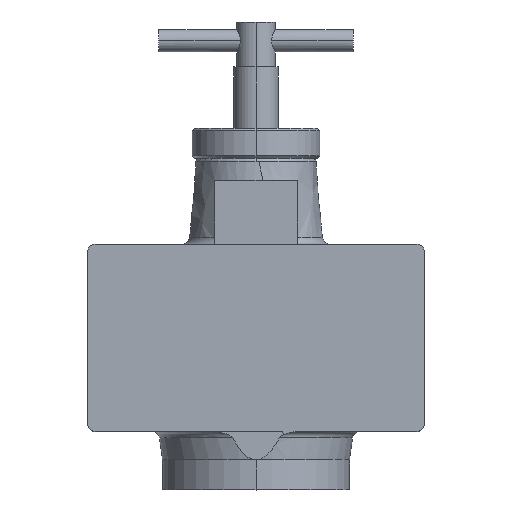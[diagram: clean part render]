
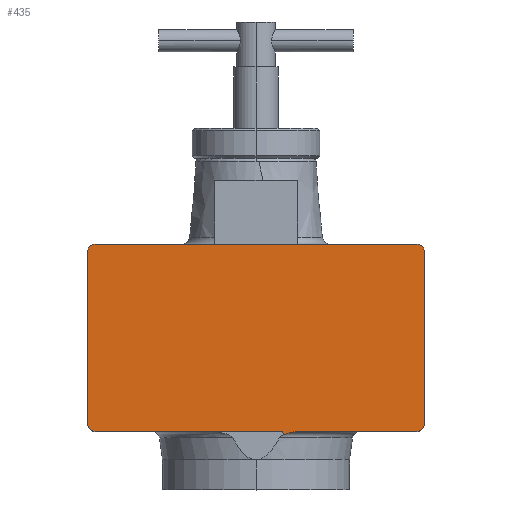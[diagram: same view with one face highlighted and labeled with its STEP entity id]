
A CAD part, top view. The second image highlights one B-rep face of the part: STEP entity #435.
In plain terms, the highlighted planar face has unit normal (0, 0, 1).
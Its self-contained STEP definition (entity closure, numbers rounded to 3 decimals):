
#1 = EDGE_CURVE ( 'NONE', #1058, #1977, #1304, .T. ) ;
#3 = CARTESIAN_POINT ( 'NONE',  ( -21.5, -11.5, 12.5 ) ) ;
#8 = B_SPLINE_CURVE_WITH_KNOTS ( 'NONE', 3,
 ( #225, #1403, #61, #1592 ),
 .UNSPECIFIED., .F., .F.,
 ( 4, 4 ),
 ( 0., 1. ),
 .UNSPECIFIED. ) ;
#17 = VERTEX_POINT ( 'NONE', #1997 ) ;
#31 = VECTOR ( 'NONE', #2036, 1000. ) ;
#61 = CARTESIAN_POINT ( 'NONE',  ( 3.628, -12.819, 12.5 ) ) ;
#81 = ORIENTED_EDGE ( 'NONE', *, *, #85, .F. ) ;
#85 = EDGE_CURVE ( 'NONE', #2079, #422, #996, .T. ) ;
#121 = CARTESIAN_POINT ( 'NONE',  ( 3.656, -12.979, 12.5 ) ) ;
#143 = CARTESIAN_POINT ( 'NONE',  ( 22.5, 12.5, 12.5 ) ) ;
#145 = DIRECTION ( 'NONE',  ( 0., 0., 1. ) ) ;
#191 = CARTESIAN_POINT ( 'NONE',  ( -22.5, -11.5, 12.5 ) ) ;
#198 = EDGE_CURVE ( 'NONE', #17, #1058, #365, .T. ) ;
#225 = CARTESIAN_POINT ( 'NONE',  ( 3.571, -12.5, 12.5 ) ) ;
#231 = DIRECTION ( 'NONE',  ( 0., -1., 0. ) ) ;
#287 = CARTESIAN_POINT ( 'NONE',  ( 21.5, 11.5, 12.5 ) ) ;
#288 = CIRCLE ( 'NONE', #2101, 1. ) ;
#292 = DIRECTION ( 'NONE',  ( 0., -1., 0. ) ) ;
#326 = VECTOR ( 'NONE', #1517, 1000. ) ;
#344 = CARTESIAN_POINT ( 'NONE',  ( 5.619, -12.5, 12.5 ) ) ;
#349 = DIRECTION ( 'NONE',  ( 0., 0., 1. ) ) ;
#365 = B_SPLINE_CURVE_WITH_KNOTS ( 'NONE', 3,
 ( #121, #1507, #2201, #477, #1173, #1387, #344, #700 ),
 .UNSPECIFIED., .F., .F.,
 ( 4, 2, 2, 4 ),
 ( 0., 0.001, 0.001, 0.002 ),
 .UNSPECIFIED. ) ;
#373 = LINE ( 'NONE', #1067, #798 ) ;
#381 = CARTESIAN_POINT ( 'NONE',  ( 21.5, -11.5, 12.5 ) ) ;
#394 = ORIENTED_EDGE ( 'NONE', *, *, #1909, .T. ) ;
#422 = VERTEX_POINT ( 'NONE', #1344 ) ;
#435 = ADVANCED_FACE ( 'NONE', ( #693 ), #1880, .T. ) ;
#449 = CIRCLE ( 'NONE', #1461, 1. ) ;
#477 = CARTESIAN_POINT ( 'NONE',  ( 4.421, -12.711, 12.5 ) ) ;
#497 = LINE ( 'NONE', #143, #326 ) ;
#507 = EDGE_CURVE ( 'NONE', #616, #934, #373, .T. ) ;
#521 = VERTEX_POINT ( 'NONE', #1958 ) ;
#545 = EDGE_LOOP ( 'NONE', ( #81, #712, #2075, #1225, #621, #703, #1610, #1218, #1724, #852, #1957, #394 ) ) ;
#552 = DIRECTION ( 'NONE',  ( 1., 0., 0. ) ) ;
#616 = VERTEX_POINT ( 'NONE', #1287 ) ;
#621 = ORIENTED_EDGE ( 'NONE', *, *, #1191, .T. ) ;
#631 = AXIS2_PLACEMENT_3D ( 'NONE', #287, #1665, #1487 ) ;
#671 = CARTESIAN_POINT ( 'NONE',  ( 3.571, -12.5, 12.5 ) ) ;
#693 = FACE_OUTER_BOUND ( 'NONE', #545, .T. ) ;
#700 = CARTESIAN_POINT ( 'NONE',  ( 6.027, -12.5, 12.5 ) ) ;
#703 = ORIENTED_EDGE ( 'NONE', *, *, #1580, .T. ) ;
#712 = ORIENTED_EDGE ( 'NONE', *, *, #1514, .T. ) ;
#732 = CIRCLE ( 'NONE', #1271, 1. ) ;
#743 = CARTESIAN_POINT ( 'NONE',  ( -3.571, -12.5, 12.5 ) ) ;
#790 = DIRECTION ( 'NONE',  ( 1., 0., 0. ) ) ;
#798 = VECTOR ( 'NONE', #231, 1000. ) ;
#811 = DIRECTION ( 'NONE',  ( 0., 0., 1. ) ) ;
#820 = EDGE_CURVE ( 'NONE', #934, #1441, #288, .T. ) ;
#837 = DIRECTION ( 'NONE',  ( 0., -1., 0. ) ) ;
#852 = ORIENTED_EDGE ( 'NONE', *, *, #1985, .T. ) ;
#934 = VERTEX_POINT ( 'NONE', #191 ) ;
#958 = EDGE_CURVE ( 'NONE', #1800, #17, #8, .T. ) ;
#989 = VERTEX_POINT ( 'NONE', #743 ) ;
#996 = LINE ( 'NONE', #1187, #31 ) ;
#1039 = B_SPLINE_CURVE_WITH_KNOTS ( 'NONE', 3,
 ( #1368, #1147, #2197, #671 ),
 .UNSPECIFIED., .F., .F.,
 ( 4, 4 ),
 ( 0., 1. ),
 .UNSPECIFIED. ) ;
#1058 = VERTEX_POINT ( 'NONE', #1359 ) ;
#1065 = EDGE_CURVE ( 'NONE', #521, #1090, #497, .T. ) ;
#1067 = CARTESIAN_POINT ( 'NONE',  ( -22.5, 12.5, 12.5 ) ) ;
#1090 = VERTEX_POINT ( 'NONE', #2221 ) ;
#1130 = VECTOR ( 'NONE', #790, 1000. ) ;
#1147 = CARTESIAN_POINT ( 'NONE',  ( -1.19, -12.5, 12.5 ) ) ;
#1173 = CARTESIAN_POINT ( 'NONE',  ( 4.617, -12.663, 12.5 ) ) ;
#1187 = CARTESIAN_POINT ( 'NONE',  ( -22.5, 12.5, 12.5 ) ) ;
#1191 = EDGE_CURVE ( 'NONE', #1441, #989, #1602, .T. ) ;
#1218 = ORIENTED_EDGE ( 'NONE', *, *, #198, .T. ) ;
#1219 = CARTESIAN_POINT ( 'NONE',  ( -22.5, 12.5, 12.5 ) ) ;
#1225 = ORIENTED_EDGE ( 'NONE', *, *, #820, .T. ) ;
#1227 = DIRECTION ( 'NONE',  ( 0., 0., 1. ) ) ;
#1271 = AXIS2_PLACEMENT_3D ( 'NONE', #2043, #811, #292 ) ;
#1287 = CARTESIAN_POINT ( 'NONE',  ( -22.5, 11.5, 12.5 ) ) ;
#1292 = CARTESIAN_POINT ( 'NONE',  ( -22.5, -12.5, 12.5 ) ) ;
#1304 = LINE ( 'NONE', #1292, #1130 ) ;
#1344 = CARTESIAN_POINT ( 'NONE',  ( 21.5, 12.5, 12.5 ) ) ;
#1359 = CARTESIAN_POINT ( 'NONE',  ( 6.027, -12.5, 12.5 ) ) ;
#1368 = CARTESIAN_POINT ( 'NONE',  ( -3.571, -12.5, 12.5 ) ) ;
#1387 = CARTESIAN_POINT ( 'NONE',  ( 5.213, -12.545, 12.5 ) ) ;
#1403 = CARTESIAN_POINT ( 'NONE',  ( 3.599, -12.66, 12.5 ) ) ;
#1441 = VERTEX_POINT ( 'NONE', #1503 ) ;
#1461 = AXIS2_PLACEMENT_3D ( 'NONE', #381, #1227, #2229 ) ;
#1487 = DIRECTION ( 'NONE',  ( 0., -1., 0. ) ) ;
#1498 = CARTESIAN_POINT ( 'NONE',  ( 3.571, -12.5, 12.5 ) ) ;
#1503 = CARTESIAN_POINT ( 'NONE',  ( -21.5, -12.5, 12.5 ) ) ;
#1507 = CARTESIAN_POINT ( 'NONE',  ( 3.842, -12.893, 12.5 ) ) ;
#1514 = EDGE_CURVE ( 'NONE', #2079, #616, #732, .T. ) ;
#1517 = DIRECTION ( 'NONE',  ( 0., -1., 0. ) ) ;
#1547 = CARTESIAN_POINT ( 'NONE',  ( 21.5, -12.5, 12.5 ) ) ;
#1580 = EDGE_CURVE ( 'NONE', #989, #1800, #1039, .T. ) ;
#1592 = CARTESIAN_POINT ( 'NONE',  ( 3.656, -12.979, 12.5 ) ) ;
#1602 = LINE ( 'NONE', #2090, #1634 ) ;
#1610 = ORIENTED_EDGE ( 'NONE', *, *, #958, .T. ) ;
#1634 = VECTOR ( 'NONE', #552, 1000. ) ;
#1665 = DIRECTION ( 'NONE',  ( 0., 0., 1. ) ) ;
#1724 = ORIENTED_EDGE ( 'NONE', *, *, #1, .T. ) ;
#1800 = VERTEX_POINT ( 'NONE', #1498 ) ;
#1880 = PLANE ( 'NONE',  #2202 ) ;
#1909 = EDGE_CURVE ( 'NONE', #521, #422, #2151, .T. ) ;
#1913 = DIRECTION ( 'NONE',  ( 0., -1., 0. ) ) ;
#1957 = ORIENTED_EDGE ( 'NONE', *, *, #1065, .F. ) ;
#1958 = CARTESIAN_POINT ( 'NONE',  ( 22.5, 11.5, 12.5 ) ) ;
#1977 = VERTEX_POINT ( 'NONE', #1547 ) ;
#1985 = EDGE_CURVE ( 'NONE', #1977, #1090, #449, .T. ) ;
#1997 = CARTESIAN_POINT ( 'NONE',  ( 3.656, -12.979, 12.5 ) ) ;
#2036 = DIRECTION ( 'NONE',  ( 1., 0., 0. ) ) ;
#2043 = CARTESIAN_POINT ( 'NONE',  ( -21.5, 11.5, 12.5 ) ) ;
#2075 = ORIENTED_EDGE ( 'NONE', *, *, #507, .T. ) ;
#2079 = VERTEX_POINT ( 'NONE', #2106 ) ;
#2090 = CARTESIAN_POINT ( 'NONE',  ( -22.5, -12.5, 12.5 ) ) ;
#2101 = AXIS2_PLACEMENT_3D ( 'NONE', #3, #145, #837 ) ;
#2106 = CARTESIAN_POINT ( 'NONE',  ( -21.5, 12.5, 12.5 ) ) ;
#2151 = CIRCLE ( 'NONE', #631, 1. ) ;
#2197 = CARTESIAN_POINT ( 'NONE',  ( 1.19, -12.5, 12.5 ) ) ;
#2201 = CARTESIAN_POINT ( 'NONE',  ( 4.034, -12.826, 12.5 ) ) ;
#2202 = AXIS2_PLACEMENT_3D ( 'NONE', #1219, #349, #1913 ) ;
#2221 = CARTESIAN_POINT ( 'NONE',  ( 22.5, -11.5, 12.5 ) ) ;
#2229 = DIRECTION ( 'NONE',  ( 0., -1., 0. ) ) ;
